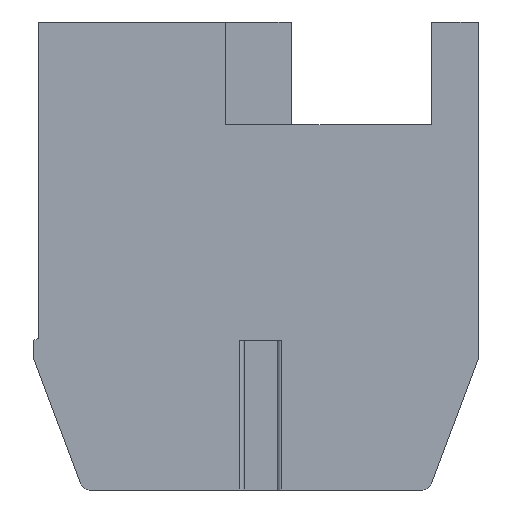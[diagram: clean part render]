
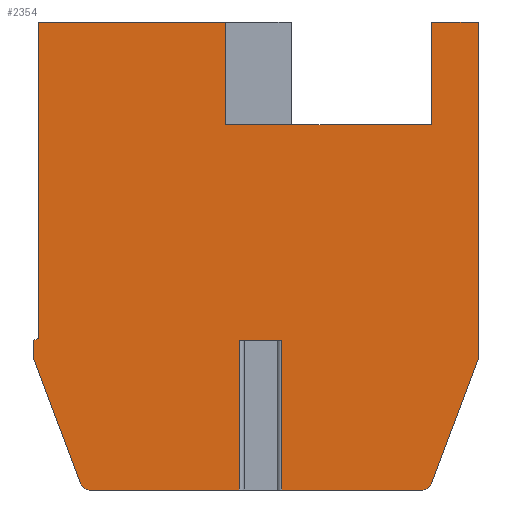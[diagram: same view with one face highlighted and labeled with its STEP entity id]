
A CAD part, front view. The second image highlights one B-rep face of the part: STEP entity #2354.
In plain terms, the highlighted planar face has unit normal (0, -1, 0).
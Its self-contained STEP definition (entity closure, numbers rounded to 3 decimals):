
#1=DIRECTION('',(1.,0.,0.));
#2=VECTOR('',#1,0.906);
#3=CARTESIAN_POINT('',(4.297,0.,-6.8));
#4=LINE('',#3,#2);
#5=DIRECTION('',(0.,0.,-1.));
#6=VECTOR('',#5,3.2);
#7=CARTESIAN_POINT('',(4.297,0.,-6.8));
#8=LINE('',#7,#6);
#9=DIRECTION('',(-1.,0.,0.));
#10=VECTOR('',#9,3.208);
#11=CARTESIAN_POINT('',(4.297,0.,-10.));
#12=LINE('',#11,#10);
#13=CARTESIAN_POINT('',(1.089,0.,-9.8));
#14=DIRECTION('',(0.,1.,0.));
#15=DIRECTION('',(0.,0.,-1.));
#16=AXIS2_PLACEMENT_3D('',#13,#14,#15);
#18=DIRECTION('',(-0.351,0.,0.936));
#19=VECTOR('',#18,2.816);
#20=CARTESIAN_POINT('',(0.901,0.,-9.87));
#21=LINE('',#20,#19);
#22=CARTESIAN_POINT('',(0.1,0.,-7.164));
#23=DIRECTION('',(0.,1.,0.));
#24=DIRECTION('',(-0.936,0.,-0.351));
#25=AXIS2_PLACEMENT_3D('',#22,#23,#24);
#27=DIRECTION('',(0.,0.,1.));
#28=VECTOR('',#27,0.364);
#29=CARTESIAN_POINT('',(-0.1,0.,-7.164));
#30=LINE('',#29,#28);
#31=DIRECTION('',(0.928,0.,0.371));
#32=VECTOR('',#31,0.108);
#33=CARTESIAN_POINT('',(-0.1,0.,-6.8));
#34=LINE('',#33,#32);
#35=DIRECTION('',(0.,0.,1.));
#36=VECTOR('',#35,6.76);
#37=CARTESIAN_POINT('',(0.,0.,-6.76));
#38=LINE('',#37,#36);
#39=DIRECTION('',(1.,0.,0.));
#40=VECTOR('',#39,4.);
#41=CARTESIAN_POINT('',(0.,0.,0.));
#42=LINE('',#41,#40);
#43=DIRECTION('',(0.,0.,-1.));
#44=VECTOR('',#43,2.2);
#45=CARTESIAN_POINT('',(4.,0.,0.));
#46=LINE('',#45,#44);
#47=DIRECTION('',(0.,0.,1.));
#48=VECTOR('',#47,2.2);
#49=CARTESIAN_POINT('',(8.4,0.,-2.2));
#50=LINE('',#49,#48);
#51=DIRECTION('',(1.,0.,0.));
#52=VECTOR('',#51,1.);
#53=CARTESIAN_POINT('',(8.4,0.,0.));
#54=LINE('',#53,#52);
#55=DIRECTION('',(0.,0.,-1.));
#56=VECTOR('',#55,7.164);
#57=CARTESIAN_POINT('',(9.4,0.,0.));
#58=LINE('',#57,#56);
#59=CARTESIAN_POINT('',(9.2,0.,-7.164));
#60=DIRECTION('',(0.,1.,0.));
#61=DIRECTION('',(1.,0.,0.));
#62=AXIS2_PLACEMENT_3D('',#59,#60,#61);
#64=DIRECTION('',(-0.351,0.,-0.936));
#65=VECTOR('',#64,2.816);
#66=CARTESIAN_POINT('',(9.387,0.,-7.234));
#67=LINE('',#66,#65);
#68=CARTESIAN_POINT('',(8.211,0.,-9.8));
#69=DIRECTION('',(0.,1.,0.));
#70=DIRECTION('',(0.936,0.,-0.351));
#71=AXIS2_PLACEMENT_3D('',#68,#69,#70);
#73=DIRECTION('',(-1.,0.,0.));
#74=VECTOR('',#73,3.008);
#75=CARTESIAN_POINT('',(8.211,0.,-10.));
#76=LINE('',#75,#74);
#77=DIRECTION('',(0.,0.,-1.));
#78=VECTOR('',#77,3.2);
#79=CARTESIAN_POINT('',(5.203,0.,-6.8));
#80=LINE('',#79,#78);
#763=DIRECTION('',(-1.,0.,0.));
#764=VECTOR('',#763,4.4);
#765=CARTESIAN_POINT('',(8.4,0.,-2.2));
#766=LINE('',#765,#764);
#1809=CARTESIAN_POINT('',(-0.087,0.,-7.234));
#1810=CARTESIAN_POINT('',(-0.1,0.,-7.164));
#1811=VERTEX_POINT('',#1809);
#1812=VERTEX_POINT('',#1810);
#1813=CARTESIAN_POINT('',(-0.1,0.,-6.8));
#1814=VERTEX_POINT('',#1813);
#1815=CARTESIAN_POINT('',(0.,0.,-6.76));
#1816=VERTEX_POINT('',#1815);
#1817=CARTESIAN_POINT('',(0.,0.,0.));
#1818=VERTEX_POINT('',#1817);
#1819=CARTESIAN_POINT('',(8.4,0.,-2.2));
#1820=CARTESIAN_POINT('',(8.4,0.,0.));
#1821=VERTEX_POINT('',#1819);
#1822=VERTEX_POINT('',#1820);
#1823=CARTESIAN_POINT('',(9.4,0.,0.));
#1824=VERTEX_POINT('',#1823);
#1825=CARTESIAN_POINT('',(9.4,0.,-7.164));
#1826=VERTEX_POINT('',#1825);
#1827=CARTESIAN_POINT('',(9.387,0.,-7.234));
#1828=VERTEX_POINT('',#1827);
#1829=CARTESIAN_POINT('',(8.399,0.,-9.87));
#1830=VERTEX_POINT('',#1829);
#1831=CARTESIAN_POINT('',(8.211,0.,-10.));
#1832=VERTEX_POINT('',#1831);
#1833=CARTESIAN_POINT('',(1.089,0.,-10.));
#1834=CARTESIAN_POINT('',(0.901,0.,-9.87));
#1835=VERTEX_POINT('',#1833);
#1836=VERTEX_POINT('',#1834);
#2049=CARTESIAN_POINT('',(4.,0.,0.));
#2050=CARTESIAN_POINT('',(4.,0.,-2.2));
#2051=VERTEX_POINT('',#2049);
#2052=VERTEX_POINT('',#2050);
#2073=CARTESIAN_POINT('',(4.297,0.,-6.8));
#2074=CARTESIAN_POINT('',(5.203,0.,-6.8));
#2075=VERTEX_POINT('',#2073);
#2076=VERTEX_POINT('',#2074);
#2077=CARTESIAN_POINT('',(4.297,0.,-10.));
#2078=VERTEX_POINT('',#2077);
#2079=CARTESIAN_POINT('',(5.203,0.,-10.));
#2080=VERTEX_POINT('',#2079);
#2307=CARTESIAN_POINT('',(0.,0.,0.));
#2308=DIRECTION('',(0.,1.,0.));
#2309=DIRECTION('',(1.,0.,0.));
#2310=AXIS2_PLACEMENT_3D('',#2307,#2308,#2309);
#2311=PLANE('',#2310);
#2313=ORIENTED_EDGE('',*,*,#2312,.F.);
#2315=ORIENTED_EDGE('',*,*,#2314,.T.);
#2317=ORIENTED_EDGE('',*,*,#2316,.T.);
#2319=ORIENTED_EDGE('',*,*,#2318,.T.);
#2321=ORIENTED_EDGE('',*,*,#2320,.T.);
#2323=ORIENTED_EDGE('',*,*,#2322,.T.);
#2325=ORIENTED_EDGE('',*,*,#2324,.T.);
#2327=ORIENTED_EDGE('',*,*,#2326,.T.);
#2329=ORIENTED_EDGE('',*,*,#2328,.T.);
#2331=ORIENTED_EDGE('',*,*,#2330,.T.);
#2333=ORIENTED_EDGE('',*,*,#2332,.T.);
#2335=ORIENTED_EDGE('',*,*,#2334,.F.);
#2337=ORIENTED_EDGE('',*,*,#2336,.T.);
#2339=ORIENTED_EDGE('',*,*,#2338,.T.);
#2341=ORIENTED_EDGE('',*,*,#2340,.T.);
#2343=ORIENTED_EDGE('',*,*,#2342,.T.);
#2345=ORIENTED_EDGE('',*,*,#2344,.T.);
#2347=ORIENTED_EDGE('',*,*,#2346,.T.);
#2349=ORIENTED_EDGE('',*,*,#2348,.T.);
#2351=ORIENTED_EDGE('',*,*,#2350,.F.);
#2352=EDGE_LOOP('',(#2313,#2315,#2317,#2319,#2321,#2323,#2325,#2327,#2329,#2331,
#2333,#2335,#2337,#2339,#2341,#2343,#2345,#2347,#2349,#2351));
#2353=FACE_OUTER_BOUND('',#2352,.F.);
#2354=ADVANCED_FACE('',(#2353),#2311,.F.);
#17=CIRCLE('',#16,0.2);
#26=CIRCLE('',#25,0.2);
#63=CIRCLE('',#62,0.2);
#72=CIRCLE('',#71,0.2);
#2312=EDGE_CURVE('',#2075,#2076,#4,.T.);
#2314=EDGE_CURVE('',#2075,#2078,#8,.T.);
#2316=EDGE_CURVE('',#2078,#1835,#12,.T.);
#2318=EDGE_CURVE('',#1835,#1836,#17,.T.);
#2320=EDGE_CURVE('',#1836,#1811,#21,.T.);
#2322=EDGE_CURVE('',#1811,#1812,#26,.T.);
#2324=EDGE_CURVE('',#1812,#1814,#30,.T.);
#2326=EDGE_CURVE('',#1814,#1816,#34,.T.);
#2328=EDGE_CURVE('',#1816,#1818,#38,.T.);
#2330=EDGE_CURVE('',#1818,#2051,#42,.T.);
#2332=EDGE_CURVE('',#2051,#2052,#46,.T.);
#2334=EDGE_CURVE('',#1821,#2052,#766,.T.);
#2336=EDGE_CURVE('',#1821,#1822,#50,.T.);
#2338=EDGE_CURVE('',#1822,#1824,#54,.T.);
#2340=EDGE_CURVE('',#1824,#1826,#58,.T.);
#2342=EDGE_CURVE('',#1826,#1828,#63,.T.);
#2344=EDGE_CURVE('',#1828,#1830,#67,.T.);
#2346=EDGE_CURVE('',#1830,#1832,#72,.T.);
#2348=EDGE_CURVE('',#1832,#2080,#76,.T.);
#2350=EDGE_CURVE('',#2076,#2080,#80,.T.);
